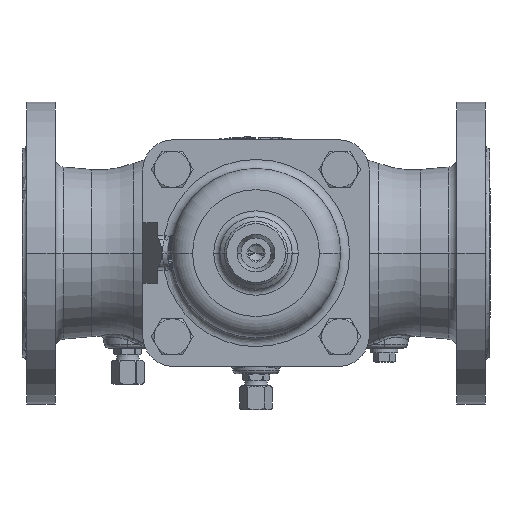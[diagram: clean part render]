
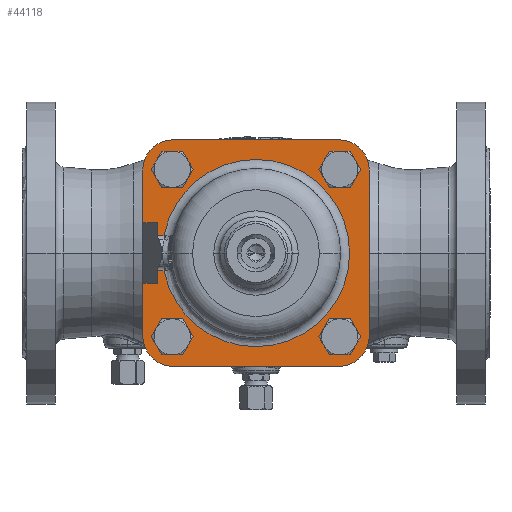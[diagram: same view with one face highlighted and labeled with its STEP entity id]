
A CAD part, front view. The second image highlights one B-rep face of the part: STEP entity #44118.
In plain terms, the highlighted planar face has unit normal (0, -1, 0).
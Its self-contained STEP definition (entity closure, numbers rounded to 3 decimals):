
#37362=CARTESIAN_POINT('',(-55.508,131.,55.508));
#37363=DIRECTION('',(0.,-1.,0.));
#37364=DIRECTION('',(1.,0.,0.));
#37365=AXIS2_PLACEMENT_3D('',#37362,#37363,#37364);
#37367=CARTESIAN_POINT('',(-55.508,131.,55.508));
#37368=DIRECTION('',(0.,-1.,0.));
#37369=DIRECTION('',(-1.,0.,0.));
#37370=AXIS2_PLACEMENT_3D('',#37367,#37368,#37369);
#37372=CARTESIAN_POINT('',(55.508,131.,55.508));
#37373=DIRECTION('',(0.,-1.,0.));
#37374=DIRECTION('',(1.,0.,0.));
#37375=AXIS2_PLACEMENT_3D('',#37372,#37373,#37374);
#37377=CARTESIAN_POINT('',(55.508,131.,55.508));
#37378=DIRECTION('',(0.,-1.,0.));
#37379=DIRECTION('',(-1.,0.,0.));
#37380=AXIS2_PLACEMENT_3D('',#37377,#37378,#37379);
#37382=CARTESIAN_POINT('',(55.508,131.,-55.508));
#37383=DIRECTION('',(0.,-1.,0.));
#37384=DIRECTION('',(1.,0.,0.));
#37385=AXIS2_PLACEMENT_3D('',#37382,#37383,#37384);
#37387=CARTESIAN_POINT('',(55.508,131.,-55.508));
#37388=DIRECTION('',(0.,-1.,0.));
#37389=DIRECTION('',(-1.,0.,0.));
#37390=AXIS2_PLACEMENT_3D('',#37387,#37388,#37389);
#37392=CARTESIAN_POINT('',(-55.508,131.,-55.508));
#37393=DIRECTION('',(0.,-1.,0.));
#37394=DIRECTION('',(1.,0.,0.));
#37395=AXIS2_PLACEMENT_3D('',#37392,#37393,#37394);
#37397=CARTESIAN_POINT('',(-55.508,131.,-55.508));
#37398=DIRECTION('',(0.,-1.,0.));
#37399=DIRECTION('',(-1.,0.,0.));
#37400=AXIS2_PLACEMENT_3D('',#37397,#37398,#37399);
#37402=DIRECTION('',(-1.,0.,0.));
#37403=VECTOR('',#37402,4.284);
#37404=CARTESIAN_POINT('',(-60.901,131.,
11.619));
#37405=LINE('',#37404,#37403);
#37406=DIRECTION('',(0.,0.,1.));
#37407=VECTOR('',#37406,8.381);
#37408=CARTESIAN_POINT('',(-65.185,131.,11.619));
#37409=LINE('',#37408,#37407);
#37410=DIRECTION('',(1.,0.,0.));
#37411=VECTOR('',#37410,9.815);
#37412=CARTESIAN_POINT('',(-75.,131.,20.));
#37413=LINE('',#37412,#37411);
#37414=DIRECTION('',(0.,0.,-1.));
#37415=VECTOR('',#37414,35.);
#37416=CARTESIAN_POINT('',(-75.,131.,55.));
#37417=LINE('',#37416,#37415);
#37418=CARTESIAN_POINT('',(-55.,131.,55.));
#37419=DIRECTION('',(0.,-1.,0.));
#37420=DIRECTION('',(0.,0.,1.));
#37421=AXIS2_PLACEMENT_3D('',#37418,#37419,#37420);
#37423=DIRECTION('',(-1.,0.,0.));
#37424=VECTOR('',#37423,110.);
#37425=CARTESIAN_POINT('',(55.,131.,75.));
#37426=LINE('',#37425,#37424);
#37427=CARTESIAN_POINT('',(55.,131.,55.));
#37428=DIRECTION('',(0.,-1.,0.));
#37429=DIRECTION('',(1.,0.,0.));
#37430=AXIS2_PLACEMENT_3D('',#37427,#37428,#37429);
#37432=DIRECTION('',(0.,0.,1.));
#37433=VECTOR('',#37432,110.);
#37434=CARTESIAN_POINT('',(75.,131.,-55.));
#37435=LINE('',#37434,#37433);
#37436=CARTESIAN_POINT('',(55.,131.,-55.));
#37437=DIRECTION('',(0.,-1.,0.));
#37438=DIRECTION('',(0.,0.,-1.));
#37439=AXIS2_PLACEMENT_3D('',#37436,#37437,#37438);
#37441=DIRECTION('',(1.,0.,0.));
#37442=VECTOR('',#37441,110.);
#37443=CARTESIAN_POINT('',(-55.,131.,-75.));
#37444=LINE('',#37443,#37442);
#37445=CARTESIAN_POINT('',(-55.,131.,-55.));
#37446=DIRECTION('',(0.,-1.,0.));
#37447=DIRECTION('',(-1.,0.,0.));
#37448=AXIS2_PLACEMENT_3D('',#37445,#37446,#37447);
#37450=DIRECTION('',(0.,0.,-1.));
#37451=VECTOR('',#37450,35.);
#37452=CARTESIAN_POINT('',(-75.,131.,-20.));
#37453=LINE('',#37452,#37451);
#37454=DIRECTION('',(1.,0.,0.));
#37455=VECTOR('',#37454,9.815);
#37456=CARTESIAN_POINT('',(-75.,131.,-20.));
#37457=LINE('',#37456,#37455);
#37458=DIRECTION('',(0.,0.,1.));
#37459=VECTOR('',#37458,8.381);
#37460=CARTESIAN_POINT('',(-65.185,131.,-20.));
#37461=LINE('',#37460,#37459);
#37462=DIRECTION('',(1.,0.,0.));
#37463=VECTOR('',#37462,4.284);
#37464=CARTESIAN_POINT('',(-65.185,131.,-11.619));
#37465=LINE('',#37464,#37463);
#38737=CARTESIAN_POINT('',(0.,131.,0.));
#38738=DIRECTION('',(0.,1.,0.));
#38739=DIRECTION('',(-0.982,0.,0.187));
#38740=AXIS2_PLACEMENT_3D('',#38737,#38738,#38739);
#41684=CARTESIAN_POINT('',(-60.901,131.,
11.619));
#42569=CARTESIAN_POINT('',(-55.,131.,75.));
#42570=CARTESIAN_POINT('',(-75.,131.,55.));
#42571=VERTEX_POINT('',#42569);
#42572=VERTEX_POINT('',#42570);
#42573=CARTESIAN_POINT('',(75.,131.,55.));
#42574=CARTESIAN_POINT('',(55.,131.,75.));
#42575=VERTEX_POINT('',#42573);
#42576=VERTEX_POINT('',#42574);
#42577=CARTESIAN_POINT('',(55.,131.,-75.));
#42578=CARTESIAN_POINT('',(75.,131.,-55.));
#42579=VERTEX_POINT('',#42577);
#42580=VERTEX_POINT('',#42578);
#42581=CARTESIAN_POINT('',(-75.,131.,-55.));
#42582=CARTESIAN_POINT('',(-55.,131.,-75.));
#42583=VERTEX_POINT('',#42581);
#42584=VERTEX_POINT('',#42582);
#42617=CARTESIAN_POINT('',(-46.508,131.,55.508));
#42618=CARTESIAN_POINT('',(-64.508,131.,55.508));
#42619=VERTEX_POINT('',#42617);
#42620=VERTEX_POINT('',#42618);
#42629=CARTESIAN_POINT('',(64.508,131.,55.508));
#42630=CARTESIAN_POINT('',(46.508,131.,55.508));
#42631=VERTEX_POINT('',#42629);
#42632=VERTEX_POINT('',#42630);
#42641=CARTESIAN_POINT('',(64.508,131.,-55.508));
#42642=CARTESIAN_POINT('',(46.508,131.,-55.508));
#42643=VERTEX_POINT('',#42641);
#42644=VERTEX_POINT('',#42642);
#42653=CARTESIAN_POINT('',(-46.508,131.,-55.508));
#42654=CARTESIAN_POINT('',(-64.508,131.,-55.508));
#42655=VERTEX_POINT('',#42653);
#42656=VERTEX_POINT('',#42654);
#42681=CARTESIAN_POINT('',(-75.,131.,-20.));
#42682=CARTESIAN_POINT('',(-65.185,131.,-20.));
#42683=VERTEX_POINT('',#42681);
#42684=VERTEX_POINT('',#42682);
#42685=CARTESIAN_POINT('',(-75.,131.,20.));
#42686=CARTESIAN_POINT('',(-65.185,131.,20.));
#42687=VERTEX_POINT('',#42685);
#42688=VERTEX_POINT('',#42686);
#42693=CARTESIAN_POINT('',(-65.185,131.,-11.619));
#42694=VERTEX_POINT('',#42693);
#42695=CARTESIAN_POINT('',(-65.185,131.,11.619));
#42696=VERTEX_POINT('',#42695);
#42709=CARTESIAN_POINT('',(-60.902,131.,-11.619));
#42711=VERTEX_POINT('',#42709);
#42713=VERTEX_POINT('',#41684);
#44056=CARTESIAN_POINT('',(0.,131.,0.));
#44057=DIRECTION('',(0.,1.,0.));
#44058=DIRECTION('',(0.,0.,-1.));
#44059=AXIS2_PLACEMENT_3D('',#44056,#44057,#44058);
#44060=PLANE('',#44059);
#44062=ORIENTED_EDGE('',*,*,#44061,.F.);
#44064=ORIENTED_EDGE('',*,*,#44063,.T.);
#44066=ORIENTED_EDGE('',*,*,#44065,.T.);
#44068=ORIENTED_EDGE('',*,*,#44067,.F.);
#44070=ORIENTED_EDGE('',*,*,#44069,.F.);
#44072=ORIENTED_EDGE('',*,*,#44071,.F.);
#44074=ORIENTED_EDGE('',*,*,#44073,.F.);
#44076=ORIENTED_EDGE('',*,*,#44075,.F.);
#44078=ORIENTED_EDGE('',*,*,#44077,.F.);
#44080=ORIENTED_EDGE('',*,*,#44079,.F.);
#44082=ORIENTED_EDGE('',*,*,#44081,.F.);
#44084=ORIENTED_EDGE('',*,*,#44083,.F.);
#44086=ORIENTED_EDGE('',*,*,#44085,.F.);
#44088=ORIENTED_EDGE('',*,*,#44087,.T.);
#44090=ORIENTED_EDGE('',*,*,#44089,.T.);
#44092=ORIENTED_EDGE('',*,*,#44091,.T.);
#44093=EDGE_LOOP('',(#44062,#44064,#44066,#44068,#44070,#44072,#44074,#44076,
#44078,#44080,#44082,#44084,#44086,#44088,#44090,#44092));
#44094=FACE_OUTER_BOUND('',#44093,.F.);
#44096=ORIENTED_EDGE('',*,*,#44095,.T.);
#44098=ORIENTED_EDGE('',*,*,#44097,.T.);
#44099=EDGE_LOOP('',(#44096,#44098));
#44100=FACE_BOUND('',#44099,.F.);
#44102=ORIENTED_EDGE('',*,*,#44101,.T.);
#44104=ORIENTED_EDGE('',*,*,#44103,.T.);
#44105=EDGE_LOOP('',(#44102,#44104));
#44106=FACE_BOUND('',#44105,.F.);
#44107=ORIENTED_EDGE('',*,*,#44040,.T.);
#44109=ORIENTED_EDGE('',*,*,#44108,.T.);
#44110=EDGE_LOOP('',(#44107,#44109));
#44111=FACE_BOUND('',#44110,.F.);
#44113=ORIENTED_EDGE('',*,*,#44112,.T.);
#44115=ORIENTED_EDGE('',*,*,#44114,.T.);
#44116=EDGE_LOOP('',(#44113,#44115));
#44117=FACE_BOUND('',#44116,.F.);
#44118=ADVANCED_FACE('',(#44094,#44100,#44106,#44111,#44117),#44060,.F.);
#37366=CIRCLE('',#37365,9.);
#37371=CIRCLE('',#37370,9.);
#37376=CIRCLE('',#37375,9.);
#37381=CIRCLE('',#37380,9.);
#37386=CIRCLE('',#37385,9.);
#37391=CIRCLE('',#37390,9.);
#37396=CIRCLE('',#37395,9.);
#37401=CIRCLE('',#37400,9.);
#37422=CIRCLE('',#37421,20.);
#37431=CIRCLE('',#37430,20.);
#37440=CIRCLE('',#37439,20.);
#37449=CIRCLE('',#37448,20.);
#38741=CIRCLE('',#38740,62.);
#44040=EDGE_CURVE('',#42655,#42656,#37396,.T.);
#44061=EDGE_CURVE('',#42713,#42711,#38741,.T.);
#44063=EDGE_CURVE('',#42713,#42696,#37405,.T.);
#44065=EDGE_CURVE('',#42696,#42688,#37409,.T.);
#44067=EDGE_CURVE('',#42687,#42688,#37413,.T.);
#44069=EDGE_CURVE('',#42572,#42687,#37417,.T.);
#44071=EDGE_CURVE('',#42571,#42572,#37422,.T.);
#44073=EDGE_CURVE('',#42576,#42571,#37426,.T.);
#44075=EDGE_CURVE('',#42575,#42576,#37431,.T.);
#44077=EDGE_CURVE('',#42580,#42575,#37435,.T.);
#44079=EDGE_CURVE('',#42579,#42580,#37440,.T.);
#44081=EDGE_CURVE('',#42584,#42579,#37444,.T.);
#44083=EDGE_CURVE('',#42583,#42584,#37449,.T.);
#44085=EDGE_CURVE('',#42683,#42583,#37453,.T.);
#44087=EDGE_CURVE('',#42683,#42684,#37457,.T.);
#44089=EDGE_CURVE('',#42684,#42694,#37461,.T.);
#44091=EDGE_CURVE('',#42694,#42711,#37465,.T.);
#44095=EDGE_CURVE('',#42631,#42632,#37376,.T.);
#44097=EDGE_CURVE('',#42632,#42631,#37381,.T.);
#44101=EDGE_CURVE('',#42643,#42644,#37386,.T.);
#44103=EDGE_CURVE('',#42644,#42643,#37391,.T.);
#44108=EDGE_CURVE('',#42656,#42655,#37401,.T.);
#44112=EDGE_CURVE('',#42619,#42620,#37366,.T.);
#44114=EDGE_CURVE('',#42620,#42619,#37371,.T.);
